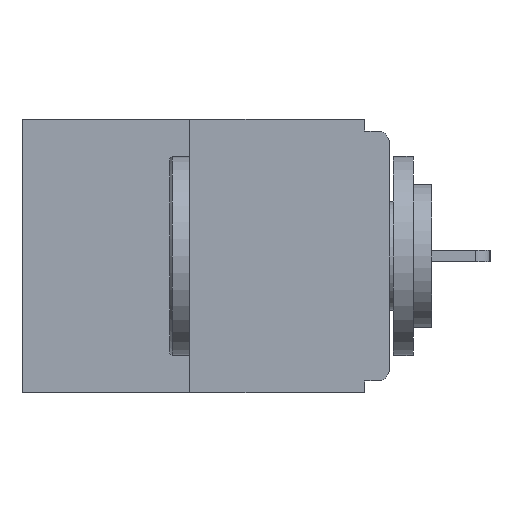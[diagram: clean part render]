
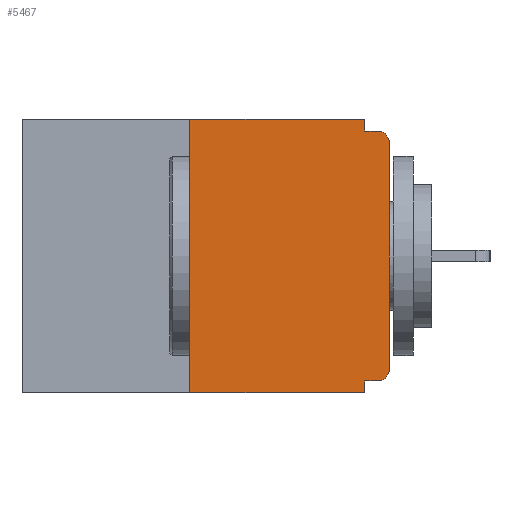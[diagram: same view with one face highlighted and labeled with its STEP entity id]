
A CAD part, left-side view. The second image highlights one B-rep face of the part: STEP entity #5467.
In plain terms, the highlighted planar face has unit normal (-1, 0, 0).
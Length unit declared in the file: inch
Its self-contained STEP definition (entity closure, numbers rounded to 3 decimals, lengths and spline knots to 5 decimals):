
#396 = EDGE_CURVE ( 'NONE', #1291, #13259, #4503, .T. ) ;
#650 = VERTEX_POINT ( 'NONE', #7499 ) ;
#1232 = EDGE_CURVE ( 'NONE', #16030, #5978, #1938, .T. ) ;
#1291 = VERTEX_POINT ( 'NONE', #5890 ) ;
#1742 = CARTESIAN_POINT ( 'NONE',  ( 0., 0.015, -0.03 ) ) ;
#1762 = EDGE_CURVE ( 'NONE', #13259, #2639, #5801, .T. ) ;
#1938 = LINE ( 'NONE', #6585, #5373 ) ;
#1943 = DIRECTION ( 'NONE',  ( 0., 0., 1. ) ) ;
#2325 = ORIENTED_EDGE ( 'NONE', *, *, #10469, .T. ) ;
#2523 = LINE ( 'NONE', #8764, #12932 ) ;
#2570 = ORIENTED_EDGE ( 'NONE', *, *, #11074, .F. ) ;
#2639 = VERTEX_POINT ( 'NONE', #8622 ) ;
#2835 = DIRECTION ( 'NONE',  ( 0., 0., -1. ) ) ;
#3249 = DIRECTION ( 'NONE',  ( 0., 0., -1. ) ) ;
#3392 = VECTOR ( 'NONE', #11337, 39.37008 ) ;
#3694 = FACE_OUTER_BOUND ( 'NONE', #14849, .T. ) ;
#3722 = DIRECTION ( 'NONE',  ( 1., 0., 0. ) ) ;
#4379 = CARTESIAN_POINT ( 'NONE',  ( 0., 0.015, -0.328 ) ) ;
#4388 = ORIENTED_EDGE ( 'NONE', *, *, #396, .F. ) ;
#4441 = CARTESIAN_POINT ( 'NONE',  ( 0., 0.031, 0. ) ) ;
#4503 = LINE ( 'NONE', #9905, #7417 ) ;
#4634 = ORIENTED_EDGE ( 'NONE', *, *, #7110, .F. ) ;
#4925 = VECTOR ( 'NONE', #2835, 39.37008 ) ;
#5130 = EDGE_CURVE ( 'NONE', #13346, #17098, #16316, .T. ) ;
#5179 = VERTEX_POINT ( 'NONE', #5721 ) ;
#5203 = EDGE_CURVE ( 'NONE', #16030, #6764, #8954, .T. ) ;
#5269 = AXIS2_PLACEMENT_3D ( 'NONE', #11094, #3722, #6656 ) ;
#5280 = CARTESIAN_POINT ( 'NONE',  ( 0., 0.031, -0.328 ) ) ;
#5314 = ORIENTED_EDGE ( 'NONE', *, *, #5203, .T. ) ;
#5373 = VECTOR ( 'NONE', #14961, 39.37008 ) ;
#5467 = ADVANCED_FACE ( 'NONE', ( #3694 ), #14080, .F. ) ;
#5522 = CIRCLE ( 'NONE', #6900, 0.015 ) ;
#5721 = CARTESIAN_POINT ( 'NONE',  ( 0., 0., -0.03 ) ) ;
#5801 = LINE ( 'NONE', #4441, #4925 ) ;
#5890 = CARTESIAN_POINT ( 'NONE',  ( 0., 0.25, 0. ) ) ;
#5978 = VERTEX_POINT ( 'NONE', #5280 ) ;
#6583 = AXIS2_PLACEMENT_3D ( 'NONE', #15593, #17258, #17209 ) ;
#6585 = CARTESIAN_POINT ( 'NONE',  ( 0., 0., -0.328 ) ) ;
#6656 = DIRECTION ( 'NONE',  ( 0., 0., -1. ) ) ;
#6764 = VERTEX_POINT ( 'NONE', #6850 ) ;
#6781 = CARTESIAN_POINT ( 'NONE',  ( 0., 0.031, -0.343 ) ) ;
#6803 = VECTOR ( 'NONE', #14726, 39.37008 ) ;
#6850 = CARTESIAN_POINT ( 'NONE',  ( 0., 0., -0.313 ) ) ;
#6880 = ORIENTED_EDGE ( 'NONE', *, *, #1232, .F. ) ;
#6894 = CARTESIAN_POINT ( 'NONE',  ( 0., 0., -0.015 ) ) ;
#6900 = AXIS2_PLACEMENT_3D ( 'NONE', #1742, #11441, #3249 ) ;
#7110 = EDGE_CURVE ( 'NONE', #13346, #1291, #11506, .T. ) ;
#7417 = VECTOR ( 'NONE', #12749, 39.37008 ) ;
#7499 = CARTESIAN_POINT ( 'NONE',  ( 0., 0.015, -0.015 ) ) ;
#7683 = CARTESIAN_POINT ( 'NONE',  ( 0., 0.031, 0. ) ) ;
#8622 = CARTESIAN_POINT ( 'NONE',  ( 0., 0.031, -0.015 ) ) ;
#8764 = CARTESIAN_POINT ( 'NONE',  ( 0., 0.031, -0.343 ) ) ;
#8954 = CIRCLE ( 'NONE', #6583, 0.015 ) ;
#9192 = VECTOR ( 'NONE', #1943, 39.37008 ) ;
#9905 = CARTESIAN_POINT ( 'NONE',  ( 0., 0.46, 0. ) ) ;
#10060 = DIRECTION ( 'NONE',  ( 0., 0., -1. ) ) ;
#10469 = EDGE_CURVE ( 'NONE', #5179, #650, #5522, .T. ) ;
#10730 = LINE ( 'NONE', #6894, #6803 ) ;
#11074 = EDGE_CURVE ( 'NONE', #5978, #17098, #2523, .T. ) ;
#11094 = CARTESIAN_POINT ( 'NONE',  ( 0., 0.46, 0. ) ) ;
#11337 = DIRECTION ( 'NONE',  ( 0., 0., 1. ) ) ;
#11441 = DIRECTION ( 'NONE',  ( -1., 0., 0. ) ) ;
#11506 = LINE ( 'NONE', #12152, #3392 ) ;
#11596 = CARTESIAN_POINT ( 'NONE',  ( 0., 0., 0. ) ) ;
#11845 = EDGE_CURVE ( 'NONE', #2639, #650, #10730, .T. ) ;
#12152 = CARTESIAN_POINT ( 'NONE',  ( 0., 0.25, 0. ) ) ;
#12386 = ORIENTED_EDGE ( 'NONE', *, *, #15648, .T. ) ;
#12746 = VECTOR ( 'NONE', #15263, 39.37008 ) ;
#12749 = DIRECTION ( 'NONE',  ( 0., -1., 0. ) ) ;
#12932 = VECTOR ( 'NONE', #10060, 39.37008 ) ;
#13259 = VERTEX_POINT ( 'NONE', #7683 ) ;
#13346 = VERTEX_POINT ( 'NONE', #14316 ) ;
#14080 = PLANE ( 'NONE',  #5269 ) ;
#14316 = CARTESIAN_POINT ( 'NONE',  ( 0., 0.25, -0.343 ) ) ;
#14726 = DIRECTION ( 'NONE',  ( 0., -1., 0. ) ) ;
#14849 = EDGE_LOOP ( 'NONE', ( #4388, #4634, #15707, #2570, #6880, #5314, #12386, #2325, #14883, #15315 ) ) ;
#14883 = ORIENTED_EDGE ( 'NONE', *, *, #11845, .F. ) ;
#14961 = DIRECTION ( 'NONE',  ( 0., 1., 0. ) ) ;
#15263 = DIRECTION ( 'NONE',  ( 0., -1., 0. ) ) ;
#15315 = ORIENTED_EDGE ( 'NONE', *, *, #1762, .F. ) ;
#15593 = CARTESIAN_POINT ( 'NONE',  ( 0., 0.015, -0.313 ) ) ;
#15648 = EDGE_CURVE ( 'NONE', #6764, #5179, #16173, .T. ) ;
#15707 = ORIENTED_EDGE ( 'NONE', *, *, #5130, .T. ) ;
#16030 = VERTEX_POINT ( 'NONE', #4379 ) ;
#16039 = CARTESIAN_POINT ( 'NONE',  ( 0., 0.46, -0.343 ) ) ;
#16173 = LINE ( 'NONE', #11596, #9192 ) ;
#16316 = LINE ( 'NONE', #16039, #12746 ) ;
#17098 = VERTEX_POINT ( 'NONE', #6781 ) ;
#17209 = DIRECTION ( 'NONE',  ( 0., 0., -1. ) ) ;
#17258 = DIRECTION ( 'NONE',  ( -1., 0., 0. ) ) ;
